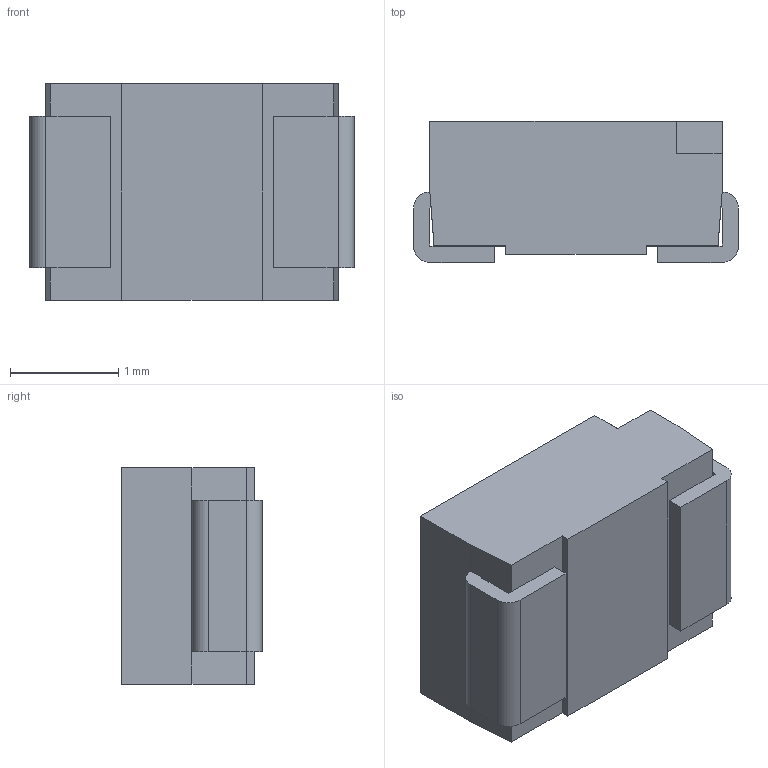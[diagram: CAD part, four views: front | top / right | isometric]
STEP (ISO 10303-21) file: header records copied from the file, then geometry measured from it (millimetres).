
FILE_DESCRIPTION (( 'STEP AP214' ), '1' );
FILE_NAME ('XZxx105S.STEP', '2015-09-11T16:41:51', ( '' ), ( '' ), 'SwSTEP 2.0', 'SolidWorks 2012', '' );
FILE_SCHEMA (( 'AUTOMOTIVE_DESIGN' ));
Length unit declared in the file: millimetre
Products named in the file (1): XZxx105S
Bounding box: 3 x 1.3 x 2 mm (x, y, z)
Volume: 4.8 mm3; surface area: 29.6 mm2
Topology: 1 solids, 1 shells, 43 faces, 124 edges, 80 vertices
Faces by surface type: plane 35, cone 4, cylinder 4
Entity records: 1907 total; most frequent: CARTESIAN_POINT 254, ORIENTED_EDGE 248, DIRECTION 226, EDGE_CURVE 124, VECTOR 106, LINE 106, VERTEX_POINT 80, AXIS2_PLACEMENT_3D 60
